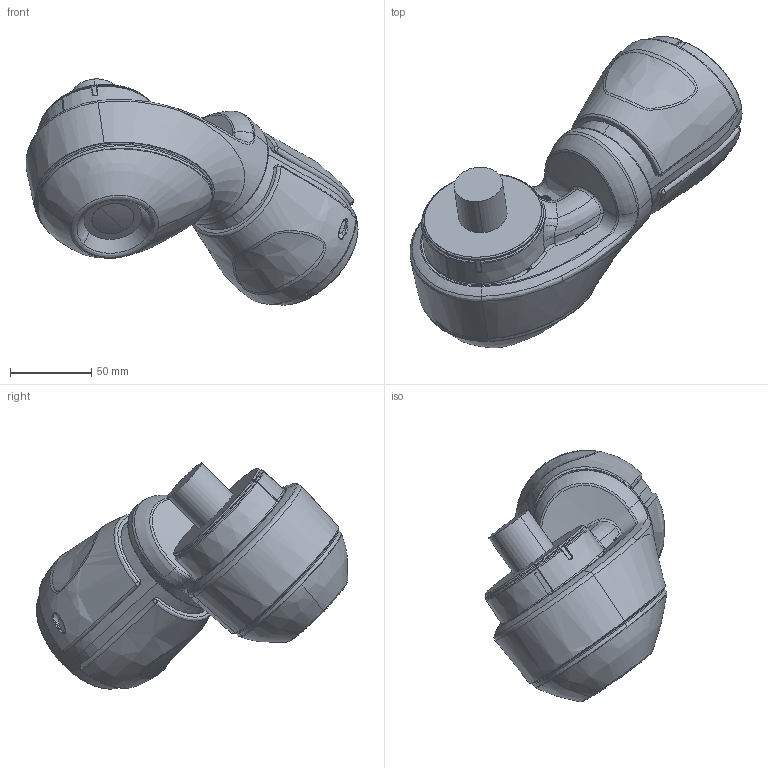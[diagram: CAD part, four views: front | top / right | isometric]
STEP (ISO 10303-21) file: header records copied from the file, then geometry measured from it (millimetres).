
FILE_DESCRIPTION (( 'STEP AP214' ), '1' );
FILE_NAME ('Link4_R3.0.STEP', '2015-02-09T07:40:45', ( 'ABB' ), ( 'ABB' ), 'SwSTEP 2.0', 'SolidWorks 2012', '' );
FILE_SCHEMA (( 'AUTOMOTIVE_DESIGN' ));
Length unit declared in the file: millimetre
Products named in the file (1): Link4_R3.0
Bounding box: 204.87 x 192.05 x 139.58 mm (x, y, z)
Volume: 1181128.4 mm3; surface area: 82886.2 mm2
Topology: 1 solids, 1 shells, 350 faces, 911 edges, 560 vertices
Faces by surface type: bspline 255, cone 43, plane 38, cylinder 14
Entity records: 79960 total; most frequent: CARTESIAN_POINT 69867, ORIENTED_EDGE 1798, EDGE_CURVE 899, B_SPLINE_CURVE_WITH_KNOTS 610, VERTEX_POINT 560, DIRECTION 553, EDGE_LOOP 359, UNCERTAINTY_MEASURE_WITH_UNIT 353
